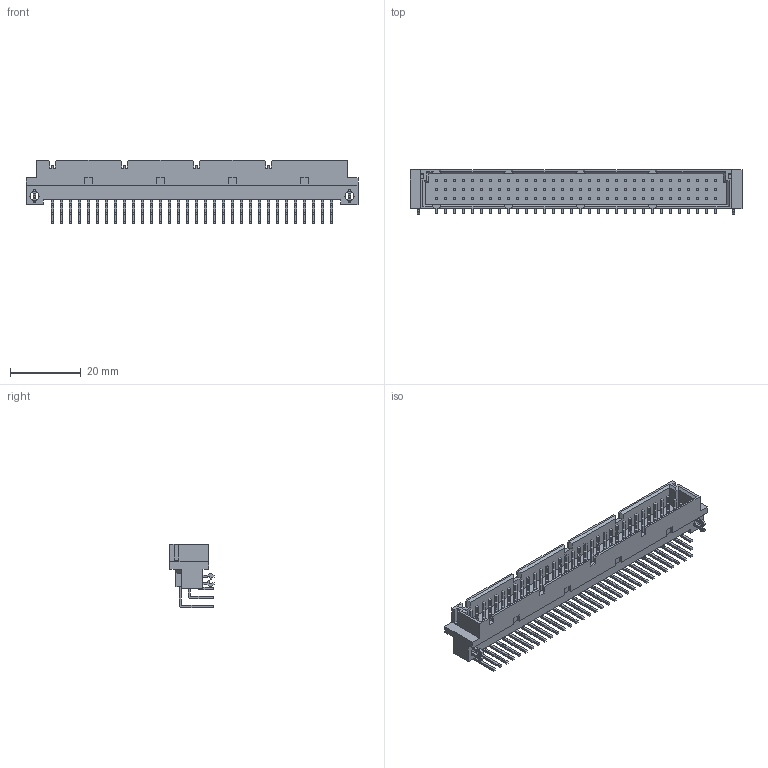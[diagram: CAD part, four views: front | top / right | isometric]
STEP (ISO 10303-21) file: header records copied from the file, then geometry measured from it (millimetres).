
FILE_DESCRIPTION((''),'2;1');
FILE_NAME('86093967113H55ELF','2012-12-28T',('SJaganat'),('FCI - ELX Division'),'PRO/ENGINEER BY PARAMETRIC TECHNOLOGY CORPORATION, 2012070','PRO/ENGINEER BY PARAMETRIC TECHNOLOGY CORPORATION, 2012070','');
FILE_SCHEMA(('CONFIG_CONTROL_DESIGN'));
Length unit declared in the file: millimetre
Products named in the file (1): 86093967113H55ELF
Bounding box: 93.7 x 12.55 x 17.93 mm (x, y, z)
Volume: 5683.7 mm3; surface area: 9532.9 mm2
Topology: 1 solids, 1 shells, 1570 faces, 4130 edges, 2750 vertices
Faces by surface type: plane 1352, cylinder 218
Entity records: 47844 total; most frequent: CARTESIAN_POINT 8450, ORIENTED_EDGE 8260, DIRECTION 7706, EDGE_CURVE 4130, VECTOR 3694, LINE 3694, VERTEX_POINT 2750, AXIS2_PLACEMENT_3D 2006
